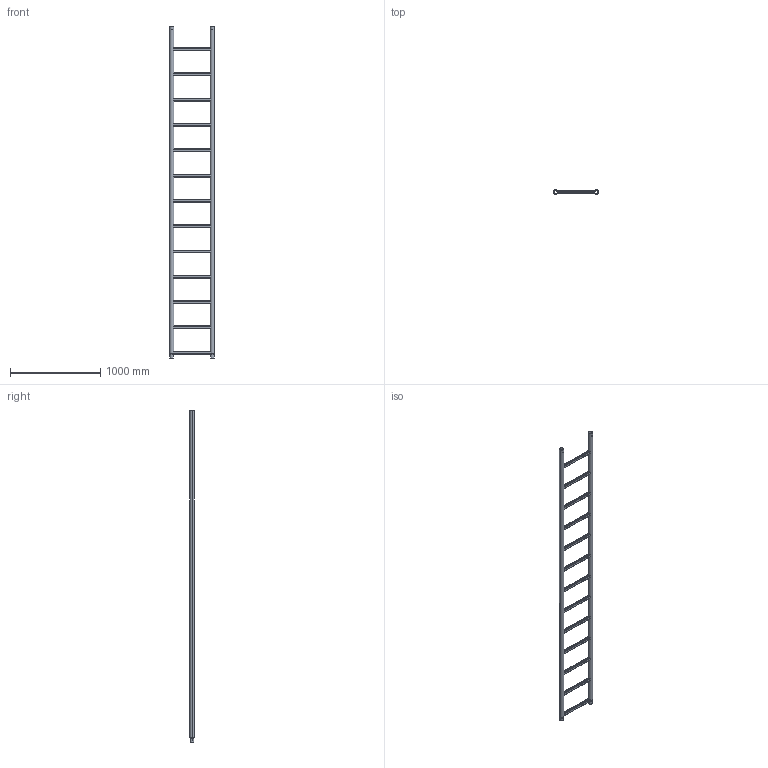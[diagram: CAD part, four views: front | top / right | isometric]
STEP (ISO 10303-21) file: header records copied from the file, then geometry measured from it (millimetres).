
FILE_DESCRIPTION (( 'STEP AP203' ), '1' );
FILE_NAME ('6290000013.STEP', '2024-04-23T14:44:47', ( '' ), ( '' ), 'SwSTEP 2.0', 'SolidWorks 2022', '' );
FILE_SCHEMA (( 'CONFIG_CONTROL_DESIGN' ));
Length unit declared in the file: metre
Products named in the file (1): 6290000013
Bounding box: 498 x 48 x 3675 mm (x, y, z)
Volume: 2867101.3 mm3; surface area: 3314927.2 mm2
Topology: 15 solids, 15 shells, 1006 faces, 2982 edges, 1980 vertices
Faces by surface type: cylinder 674, plane 316, torus 8, cone 8
Entity records: 38763 total; most frequent: CARTESIAN_POINT 15545, ORIENTED_EDGE 5964, DIRECTION 3312, EDGE_CURVE 2982, VERTEX_POINT 1980, B_SPLINE_CURVE_WITH_KNOTS 1316, LINE 1202, VECTOR 1202
